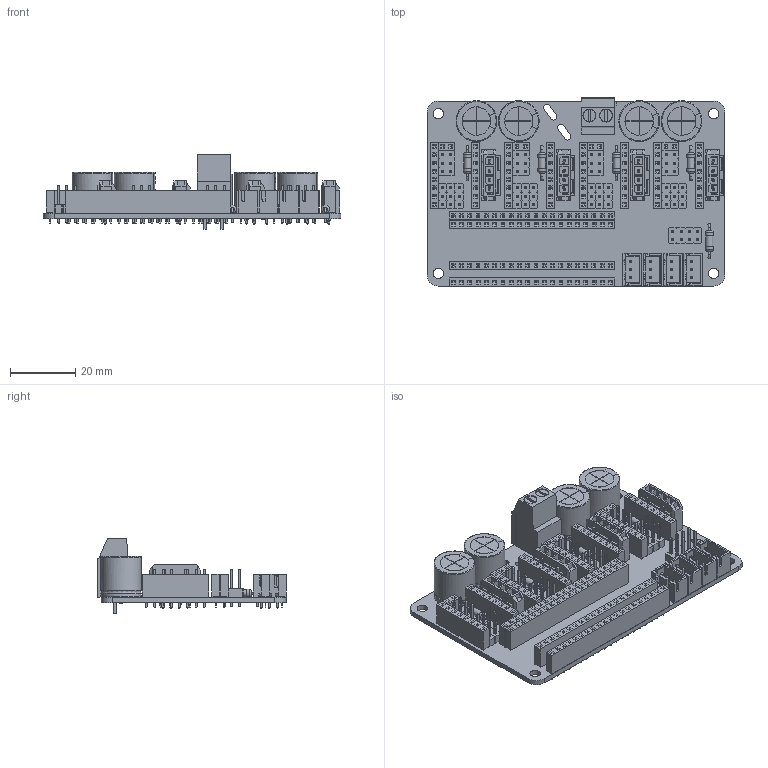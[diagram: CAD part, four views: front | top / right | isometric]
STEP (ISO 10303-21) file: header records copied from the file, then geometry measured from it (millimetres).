
FILE_DESCRIPTION(('KiCad electronic assembly'),'2;1');
FILE_NAME('Nyoomies.step','2024-04-26T14:48:02',('Pcbnew'),('Kicad'), 'Open CASCADE STEP processor 7.7','KiCad to STEP converter','Unknown' );
FILE_SCHEMA(('AUTOMOTIVE_DESIGN { 1 0 10303 214 1 1 1 1 }'));
Length unit declared in the file: millimetre
Products named in the file (26): Nyoomies 1; CP_Radial_D12.5mm_P5.00mm; CP_Radial_D125mm_P500mm; TerminalBlock_Phoenix_MKDS-3-2-5.08_1x02_P5.08mm_Horizontal; TerminalBlock_Phoenix_MKDS_3_2_508_1x02_P508mm_Horizontal; JST_XH_B3B-XH-A_1x03_P2.50mm_Vertical; JST_B3B_XH_A; PinSocket_1x08_P2.54mm_Vertical; PinSocket_1x08_P254mm_Vertical; PinSocket_1x02_P2.54mm_Vertical; PinSocket_1x02_P254mm_Vertical; PinHeader_1x03_P2.54mm_Vertical; PinHeader_1x03_P254mm_Vertical; R_Axial_DIN0207_L6.3mm_D2.5mm_P10.16mm_Horizontal; R_Axial_DIN0207_L63mm_D25mm_P1016mm_Horizontal; JST_XH_B4B-XH-A_1x04_P2.50mm_Vertical; JST_B4B_XH_A; MF3_4x01_436500415; 436500415wbm000_01; PinSocket_1x20_P2.54mm_Vertical; PinSocket_1x20_P254mm_Vertical; PinHeader_2x03_P2.54mm_Vertical; PinHeader_2x03_P254mm_Vertical; PinHeader_2x04_P2.54mm_Vertical; PinHeader_2x04_P254mm_Vertical; NyoomiesKME_PCB
Assembly tree (68 placements, depth 3):
  Nyoomies 1
    CP_Radial_D12.5mm_P5.00mm  x4
      CP_Radial_D125mm_P500mm
    TerminalBlock_Phoenix_MKDS-3-2-5.08_1x02_P5.08mm_Horizontal
      TerminalBlock_Phoenix_MKDS_3_2_508_1x02_P508mm_Horizontal
    JST_XH_B3B-XH-A_1x03_P2.50mm_Vertical  x4
      JST_B3B_XH_A
    PinSocket_1x08_P2.54mm_Vertical  x8
      PinSocket_1x08_P254mm_Vertical
    PinSocket_1x02_P2.54mm_Vertical  x4
      PinSocket_1x02_P254mm_Vertical
    PinHeader_1x03_P2.54mm_Vertical  x12
      PinHeader_1x03_P254mm_Vertical
    R_Axial_DIN0207_L6.3mm_D2.5mm_P10.16mm_Horizontal  x5
      R_Axial_DIN0207_L63mm_D25mm_P1016mm_Horizontal
    JST_XH_B4B-XH-A_1x04_P2.50mm_Vertical  x4
      JST_B4B_XH_A
    MF3_4x01_436500415  x4
      436500415wbm000_01
    PinSocket_1x20_P2.54mm_Vertical  x4
      PinSocket_1x20_P254mm_Vertical
    PinHeader_2x03_P2.54mm_Vertical  x4
      PinHeader_2x03_P254mm_Vertical
    PinHeader_2x04_P2.54mm_Vertical
      PinHeader_2x04_P254mm_Vertical
    NyoomiesKME_PCB
Bounding box: 91.35 x 57.85 x 23 mm (x, y, z)
Volume: 26869.4 mm3; surface area: 40121.8 mm2
Topology: 56 solids, 60 shells, 8911 faces, 22547 edges, 14504 vertices
Faces by surface type: plane 8310, cylinder 511, bspline 38, torus 28, revolution 24
Full cylindrical faces by diameter (mm): 0.6 x20, 0.8 x10, 0.9 x8, 0.95 x12, 1 x140, 1.02 x80, 1.1 x8, 1.2 x4, 1.3 x2, 1.6 x8, 2.25 x5, 2.5 x10, 3.2 x4, 3.8 x2, 4 x2
Entity records: 81997 total; most frequent: CARTESIAN_POINT 12747, ORIENTED_EDGE 11540, DIRECTION 11056, EDGE_CURVE 5770, LINE 4982, VECTOR 4982, VERTEX_POINT 3719, AXIS2_PLACEMENT_3D 3034
